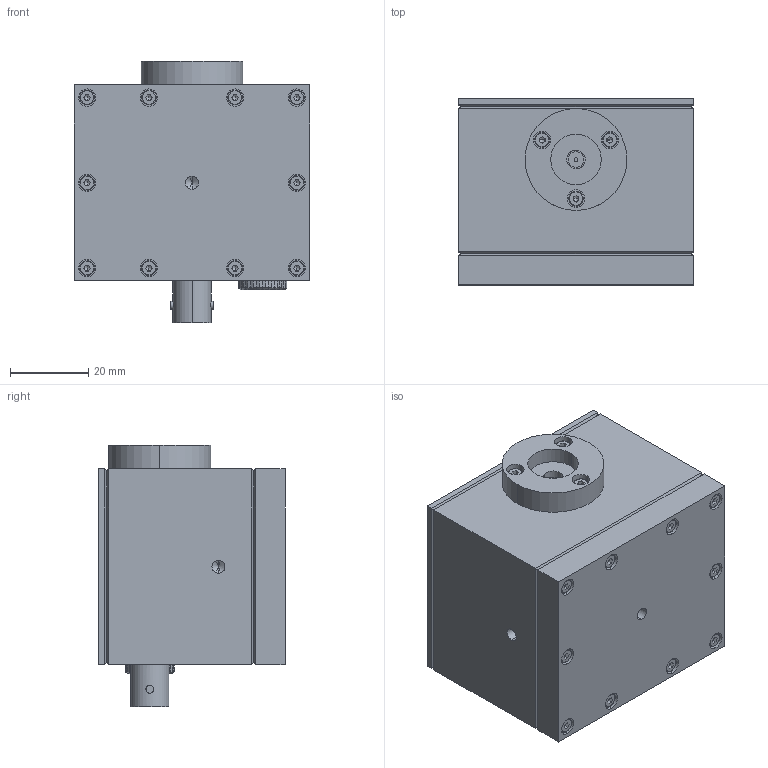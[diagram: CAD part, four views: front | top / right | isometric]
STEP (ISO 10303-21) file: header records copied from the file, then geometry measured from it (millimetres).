
FILE_DESCRIPTION (( 'STEP AP214' ), '1' );
FILE_NAME ('APD310_2020805.STEP', '2020-08-05T08:05:43', ( '' ), ( '' ), 'SwSTEP 2.0', 'SolidWorks 2018', '' );
FILE_SCHEMA (( 'AUTOMOTIVE_DESIGN' ));
Length unit declared in the file: millimetre
Products named in the file (1): APD310_2020805
Bounding box: 60 x 47.5 x 66.7 mm (x, y, z)
Volume: 77746.4 mm3; surface area: 51345.4 mm2
Topology: 25 solids, 25 shells, 1539 faces, 3770 edges, 2361 vertices
Faces by surface type: plane 724, cylinder 363, bspline 228, cone 166, torus 56, sphere 2
Entity records: 73135 total; most frequent: CARTESIAN_POINT 20817, ORIENTED_EDGE 7388, DIRECTION 6778, EDGE_CURVE 3694, VERTEX_POINT 2359, AXIS2_PLACEMENT_3D 2288, VECTOR 2202, LINE 2202
